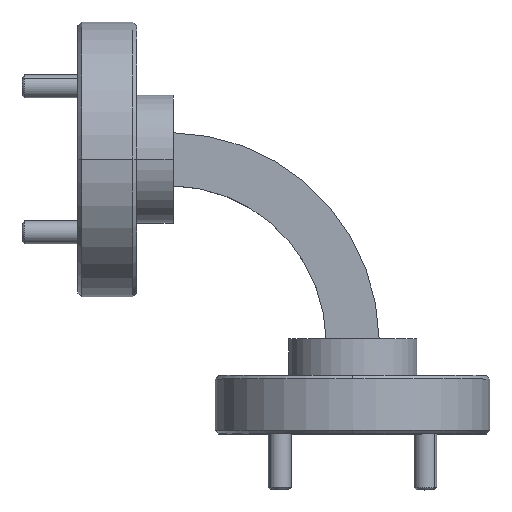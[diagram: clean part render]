
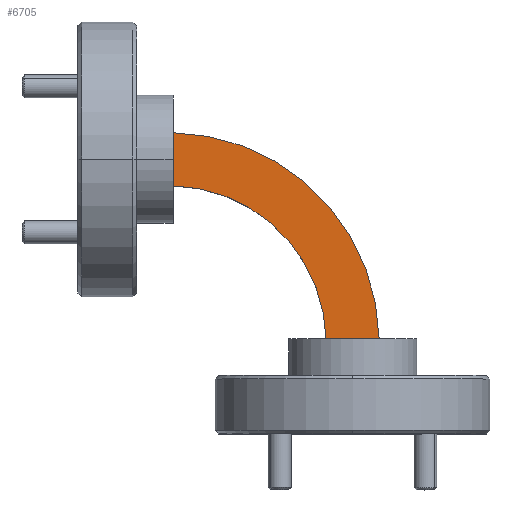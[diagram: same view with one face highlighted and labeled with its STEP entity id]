
A CAD part, top view. The second image highlights one B-rep face of the part: STEP entity #6705.
In plain terms, the highlighted planar face has unit normal (0, 0, 1).
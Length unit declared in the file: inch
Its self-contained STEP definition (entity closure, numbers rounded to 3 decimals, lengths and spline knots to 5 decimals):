
#180 = DIRECTION ( 'NONE',  ( -1., 0., 0. ) ) ;
#204 = VERTEX_POINT ( 'NONE', #7228 ) ;
#263 = DIRECTION ( 'NONE',  ( 0., 1., 0. ) ) ;
#921 = AXIS2_PLACEMENT_3D ( 'NONE', #4901, #2058, #3723 ) ;
#1105 = EDGE_CURVE ( 'NONE', #2686, #204, #3144, .T. ) ;
#1154 = AXIS2_PLACEMENT_3D ( 'NONE', #3063, #2491, #180 ) ;
#1444 = ORIENTED_EDGE ( 'NONE', *, *, #2286, .F. ) ;
#1965 = ORIENTED_EDGE ( 'NONE', *, *, #3465, .T. ) ;
#2058 = DIRECTION ( 'NONE',  ( 0., 0., -1. ) ) ;
#2117 = DIRECTION ( 'NONE',  ( 1., 0., 0. ) ) ;
#2166 = VERTEX_POINT ( 'NONE', #2879 ) ;
#2221 = VECTOR ( 'NONE', #2438, 39.37008 ) ;
#2286 = EDGE_CURVE ( 'NONE', #2166, #6076, #5237, .T. ) ;
#2438 = DIRECTION ( 'NONE',  ( -1., 0., 0. ) ) ;
#2491 = DIRECTION ( 'NONE',  ( 0., 0., -1. ) ) ;
#2510 = DIRECTION ( 'NONE',  ( 0., 0., 1. ) ) ;
#2686 = VERTEX_POINT ( 'NONE', #3414 ) ;
#2879 = CARTESIAN_POINT ( 'NONE',  ( 0.82241, -0.49, 0.05625 ) ) ;
#3063 = CARTESIAN_POINT ( 'NONE',  ( 0.25, -0.5, 0.05625 ) ) ;
#3083 = PLANE ( 'NONE',  #6083 ) ;
#3144 = LINE ( 'NONE', #5479, #4405 ) ;
#3414 = CARTESIAN_POINT ( 'NONE',  ( 0.26, -0.07262, 0.05625 ) ) ;
#3465 = EDGE_CURVE ( 'NONE', #2686, #6076, #5656, .T. ) ;
#3553 = EDGE_CURVE ( 'NONE', #204, #2166, #6996, .T. ) ;
#3723 = DIRECTION ( 'NONE',  ( -1., 0., 0. ) ) ;
#3746 = FACE_OUTER_BOUND ( 'NONE', #7278, .T. ) ;
#3781 = CARTESIAN_POINT ( 'NONE',  ( 0.67738, -0.49, 0.05625 ) ) ;
#4405 = VECTOR ( 'NONE', #263, 39.37008 ) ;
#4901 = CARTESIAN_POINT ( 'NONE',  ( 0.25, -0.5, 0.05625 ) ) ;
#5237 = LINE ( 'NONE', #5346, #2221 ) ;
#5346 = CARTESIAN_POINT ( 'NONE',  ( 0.25, -0.49, 0.05625 ) ) ;
#5414 = CARTESIAN_POINT ( 'NONE',  ( 0.25, -0.0725, 0.05625 ) ) ;
#5436 = ORIENTED_EDGE ( 'NONE', *, *, #1105, .F. ) ;
#5479 = CARTESIAN_POINT ( 'NONE',  ( 0.26, -0.0725, 0.05625 ) ) ;
#5656 = CIRCLE ( 'NONE', #1154, 0.4275 ) ;
#6076 = VERTEX_POINT ( 'NONE', #3781 ) ;
#6083 = AXIS2_PLACEMENT_3D ( 'NONE', #5414, #2510, #2117 ) ;
#6705 = ADVANCED_FACE ( 'NONE', ( #3746 ), #3083, .T. ) ;
#6996 = CIRCLE ( 'NONE', #921, 0.5725 ) ;
#7027 = ORIENTED_EDGE ( 'NONE', *, *, #3553, .F. ) ;
#7228 = CARTESIAN_POINT ( 'NONE',  ( 0.26, 0.07241, 0.05625 ) ) ;
#7278 = EDGE_LOOP ( 'NONE', ( #1444, #7027, #5436, #1965 ) ) ;
